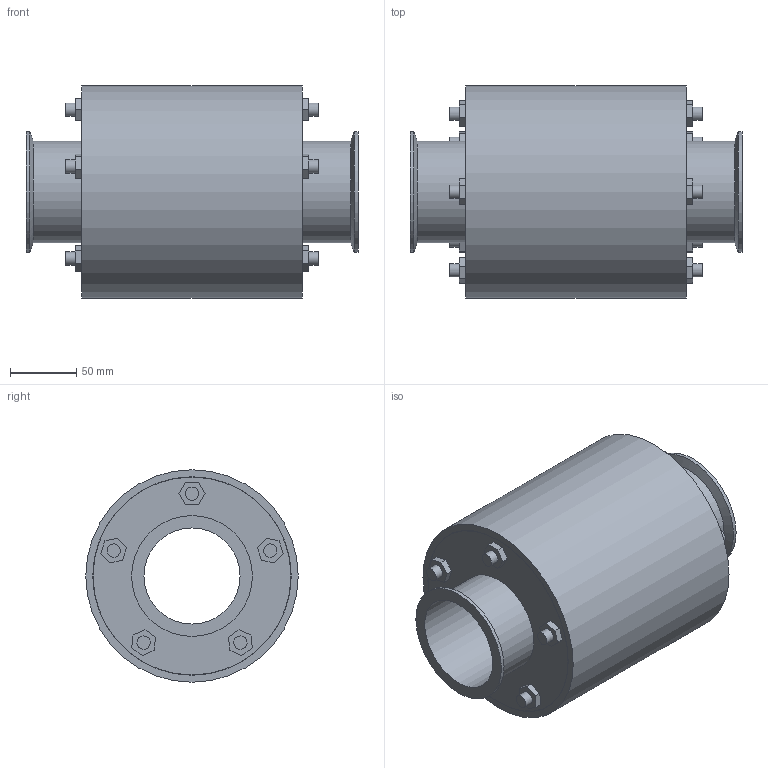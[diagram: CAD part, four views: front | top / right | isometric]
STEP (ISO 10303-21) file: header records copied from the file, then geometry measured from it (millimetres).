
FILE_DESCRIPTION(/* description */ (''),/* implementation_level */ '2;1');
FILE_NAME(/* name */ 'SGL_CXC [SIZE [Custom]=30][FITTING [Custom]=CXC][CODE [Custom]=SGLSA].stp',/* time_stamp */ '2021-08-20T15:00:13+09:00',/* author */ ('m'),/* organization */ (''),/* preprocessor_version */ 'ST-DEVELOPER v18.1',/* originating_system */ 'Autodesk Inventor 2021',/* authorisation */ '');
FILE_SCHEMA (('AUTOMOTIVE_DESIGN { 1 0 10303 214 3 1 1 }'));
Length unit declared in the file: millimetre
Products named in the file (1): SGL_CXC [SIZE [Custom]=30][FITTING [Custom]=CXC][CODE [Custom]=SGLSA]
Bounding box: 250 x 160 x 160 mm (x, y, z)
Volume: 1169502.2 mm3; surface area: 375699 mm2
Topology: 2 solids, 2 shells, 117 faces, 261 edges, 172 vertices
Faces by surface type: plane 88, cylinder 25, cone 4
Full cylindrical faces by diameter (mm): 10 x15, 72.3 x1, 76.3 x2, 90 x1, 91 x2, 149 x2, 149.4 x1, 160 x1
Entity records: 3403 total; most frequent: CARTESIAN_POINT 551, DIRECTION 549, ORIENTED_EDGE 522, EDGE_CURVE 261, LINE 209, VECTOR 209, VERTEX_POINT 172, AXIS2_PLACEMENT_3D 170
